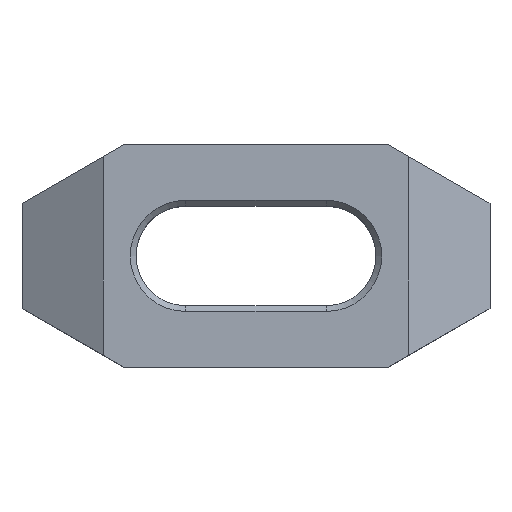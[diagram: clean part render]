
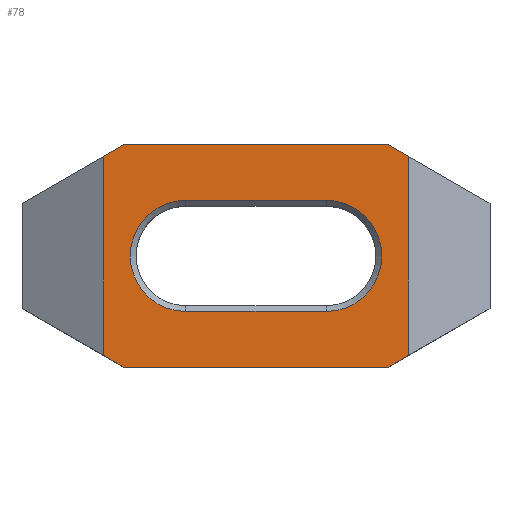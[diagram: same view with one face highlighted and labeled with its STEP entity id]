
A CAD part, top view. The second image highlights one B-rep face of the part: STEP entity #78.
In plain terms, the highlighted planar face has unit normal (0, 0, 1).
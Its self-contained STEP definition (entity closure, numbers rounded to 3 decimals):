
#78 = ADVANCED_FACE( '', ( #106, #107 ), #108, .F. );
#106 = FACE_BOUND( '', #156, .T. );
#107 = FACE_OUTER_BOUND( '', #157, .T. );
#108 = PLANE( '', #158 );
#156 = EDGE_LOOP( '', ( #222, #223, #224, #225 ) );
#157 = EDGE_LOOP( '', ( #226, #227, #228, #229, #230, #231, #232, #233 ) );
#158 = AXIS2_PLACEMENT_3D( '', #234, #235, #236 );
#222 = ORIENTED_EDGE( '', *, *, #400, .T. );
#223 = ORIENTED_EDGE( '', *, *, #401, .T. );
#224 = ORIENTED_EDGE( '', *, *, #402, .T. );
#225 = ORIENTED_EDGE( '', *, *, #396, .T. );
#226 = ORIENTED_EDGE( '', *, *, #399, .F. );
#227 = ORIENTED_EDGE( '', *, *, #403, .F. );
#228 = ORIENTED_EDGE( '', *, *, #404, .F. );
#229 = ORIENTED_EDGE( '', *, *, #405, .F. );
#230 = ORIENTED_EDGE( '', *, *, #406, .T. );
#231 = ORIENTED_EDGE( '', *, *, #407, .F. );
#232 = ORIENTED_EDGE( '', *, *, #408, .F. );
#233 = ORIENTED_EDGE( '', *, *, #390, .F. );
#234 = CARTESIAN_POINT( '', ( 0., 32.094, 22. ) );
#235 = DIRECTION( '', ( 0., 0., -1. ) );
#236 = DIRECTION( '', ( -1., 0., 0. ) );
#390 = EDGE_CURVE( '', #449, #451, #452, .T. );
#396 = EDGE_CURVE( '', #457, #461, #463, .T. );
#399 = EDGE_CURVE( '', #466, #449, #468, .T. );
#400 = EDGE_CURVE( '', #461, #469, #470, .T. );
#401 = EDGE_CURVE( '', #469, #471, #472, .T. );
#402 = EDGE_CURVE( '', #471, #457, #473, .T. );
#403 = EDGE_CURVE( '', #474, #466, #475, .T. );
#404 = EDGE_CURVE( '', #476, #474, #477, .T. );
#405 = EDGE_CURVE( '', #478, #476, #479, .T. );
#406 = EDGE_CURVE( '', #478, #480, #481, .T. );
#407 = EDGE_CURVE( '', #482, #480, #483, .T. );
#408 = EDGE_CURVE( '', #451, #482, #484, .T. );
#449 = VERTEX_POINT( '', #544 );
#451 = VERTEX_POINT( '', #547 );
#452 = LINE( '', #548, #549 );
#457 = VERTEX_POINT( '', #556 );
#461 = VERTEX_POINT( '', #561 );
#463 = CIRCLE( '', #564, 9.5 );
#466 = VERTEX_POINT( '', #568 );
#468 = LINE( '', #571, #572 );
#469 = VERTEX_POINT( '', #573 );
#470 = LINE( '', #574, #575 );
#471 = VERTEX_POINT( '', #576 );
#472 = CIRCLE( '', #577, 9.5 );
#473 = LINE( '', #578, #579 );
#474 = VERTEX_POINT( '', #580 );
#475 = LINE( '', #581, #582 );
#476 = VERTEX_POINT( '', #583 );
#477 = LINE( '', #584, #585 );
#478 = VERTEX_POINT( '', #586 );
#479 = LINE( '', #587, #588 );
#480 = VERTEX_POINT( '', #589 );
#481 = LINE( '', #590, #591 );
#482 = VERTEX_POINT( '', #592 );
#483 = LINE( '', #593, #594 );
#484 = LINE( '', #595, #596 );
#544 = CARTESIAN_POINT( '', ( -26.144, 17., 22. ) );
#547 = CARTESIAN_POINT( '', ( -22.679, 19., 22. ) );
#548 = CARTESIAN_POINT( '', ( -40., 9., 22. ) );
#549 = VECTOR( '', #686, 1000. );
#556 = CARTESIAN_POINT( '', ( -12., -9.5, 22. ) );
#561 = CARTESIAN_POINT( '', ( -12., 9.5, 22. ) );
#564 = AXIS2_PLACEMENT_3D( '', #694, #695, #696 );
#568 = CARTESIAN_POINT( '', ( -26.144, -17., 22. ) );
#571 = CARTESIAN_POINT( '', ( -26.144, -19., 22. ) );
#572 = VECTOR( '', #699, 1000. );
#573 = CARTESIAN_POINT( '', ( 12., 9.5, 22. ) );
#574 = CARTESIAN_POINT( '', ( 0., 9.5, 22. ) );
#575 = VECTOR( '', #700, 1000. );
#576 = CARTESIAN_POINT( '', ( 12., -9.5, 22. ) );
#577 = AXIS2_PLACEMENT_3D( '', #701, #702, #703 );
#578 = CARTESIAN_POINT( '', ( 0., -9.5, 22. ) );
#579 = VECTOR( '', #704, 1000. );
#580 = CARTESIAN_POINT( '', ( -22.679, -19., 22. ) );
#581 = CARTESIAN_POINT( '', ( -22.679, -19., 22. ) );
#582 = VECTOR( '', #705, 1000. );
#583 = CARTESIAN_POINT( '', ( 22.679, -19., 22. ) );
#584 = CARTESIAN_POINT( '', ( 22.679, -19., 22. ) );
#585 = VECTOR( '', #706, 1000. );
#586 = CARTESIAN_POINT( '', ( 26.144, -17., 22. ) );
#587 = CARTESIAN_POINT( '', ( 40., -9., 22. ) );
#588 = VECTOR( '', #707, 1000. );
#589 = CARTESIAN_POINT( '', ( 26.144, 17., 22. ) );
#590 = CARTESIAN_POINT( '', ( 26.144, -19., 22. ) );
#591 = VECTOR( '', #708, 1000. );
#592 = CARTESIAN_POINT( '', ( 22.679, 19., 22. ) );
#593 = CARTESIAN_POINT( '', ( 22.679, 19., 22. ) );
#594 = VECTOR( '', #709, 1000. );
#595 = CARTESIAN_POINT( '', ( -22.679, 19., 22. ) );
#596 = VECTOR( '', #710, 1000. );
#686 = DIRECTION( '', ( 0.866, 0.5, 0. ) );
#694 = CARTESIAN_POINT( '', ( -12., 0., 22. ) );
#695 = DIRECTION( '', ( 0., 0., -1. ) );
#696 = DIRECTION( '', ( -1., 0., 0. ) );
#699 = DIRECTION( '', ( 0., 1., 0. ) );
#700 = DIRECTION( '', ( 1., 0., 0. ) );
#701 = CARTESIAN_POINT( '', ( 12., 0., 22. ) );
#702 = DIRECTION( '', ( 0., 0., -1. ) );
#703 = DIRECTION( '', ( -1., 0., 0. ) );
#704 = DIRECTION( '', ( -1., 0., 0. ) );
#705 = DIRECTION( '', ( -0.866, 0.5, 0. ) );
#706 = DIRECTION( '', ( -1., 0., 0. ) );
#707 = DIRECTION( '', ( -0.866, -0.5, 0. ) );
#708 = DIRECTION( '', ( 0., 1., 0. ) );
#709 = DIRECTION( '', ( 0.866, -0.5, 0. ) );
#710 = DIRECTION( '', ( 1., 0., 0. ) );
